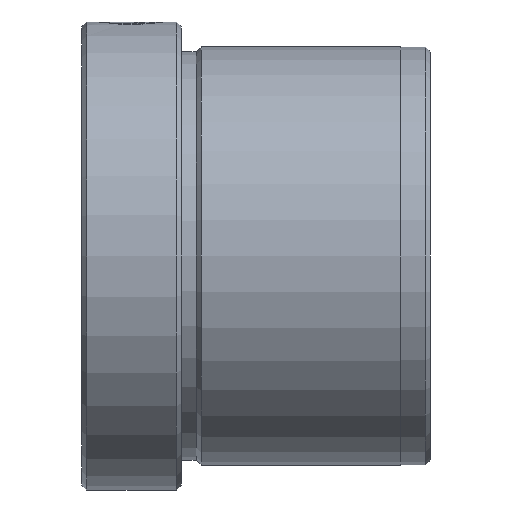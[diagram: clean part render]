
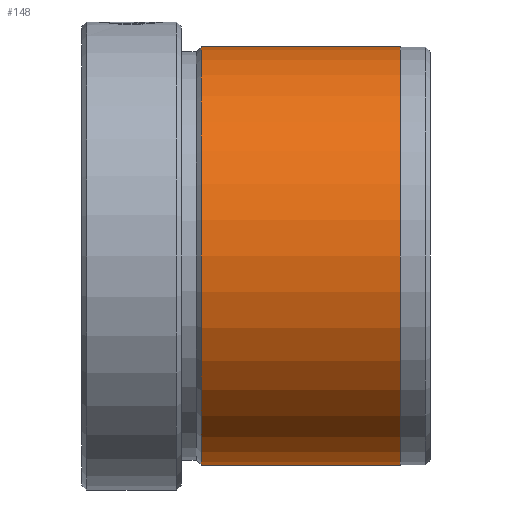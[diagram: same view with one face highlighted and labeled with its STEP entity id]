
A CAD part, left-side view. The second image highlights one B-rep face of the part: STEP entity #148.
In plain terms, the highlighted cylindrical face has radius 21 mm (diameter 42 mm), a partial arc.
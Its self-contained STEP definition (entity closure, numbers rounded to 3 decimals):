
#86 = CYLINDRICAL_SURFACE ( 'NONE', #116, 21. ) ;
#87 = ORIENTED_EDGE ( 'NONE', *, *, #943, .F. ) ;
#103 = LINE ( 'NONE', #138, #856 ) ;
#116 = AXIS2_PLACEMENT_3D ( 'NONE', #316, #1408, #817 ) ;
#126 = CARTESIAN_POINT ( 'NONE',  ( 0., -12., -21. ) ) ;
#138 = CARTESIAN_POINT ( 'NONE',  ( 0., 0., 21. ) ) ;
#148 = ADVANCED_FACE ( 'NONE', ( #893 ), #86, .T. ) ;
#185 = CARTESIAN_POINT ( 'NONE',  ( 0., -32., 0. ) ) ;
#224 = VERTEX_POINT ( 'NONE', #324 ) ;
#269 = CARTESIAN_POINT ( 'NONE',  ( 0., -12., 21. ) ) ;
#316 = CARTESIAN_POINT ( 'NONE',  ( 0., 0., 0. ) ) ;
#324 = CARTESIAN_POINT ( 'NONE',  ( 0., -32., -21. ) ) ;
#325 = DIRECTION ( 'NONE',  ( 0., 0., -1. ) ) ;
#366 = ORIENTED_EDGE ( 'NONE', *, *, #907, .T. ) ;
#406 = VERTEX_POINT ( 'NONE', #126 ) ;
#442 = VECTOR ( 'NONE', #697, 1000. ) ;
#484 = CIRCLE ( 'NONE', #650, 21. ) ;
#605 = CARTESIAN_POINT ( 'NONE',  ( 0., -12., 0. ) ) ;
#650 = AXIS2_PLACEMENT_3D ( 'NONE', #185, #1164, #325 ) ;
#697 = DIRECTION ( 'NONE',  ( 0., 1., 0. ) ) ;
#747 = DIRECTION ( 'NONE',  ( 0., 0., 1. ) ) ;
#752 = AXIS2_PLACEMENT_3D ( 'NONE', #605, #1564, #747 ) ;
#772 = CIRCLE ( 'NONE', #752, 21. ) ;
#805 = LINE ( 'NONE', #831, #442 ) ;
#817 = DIRECTION ( 'NONE',  ( 0., 0., 1. ) ) ;
#831 = CARTESIAN_POINT ( 'NONE',  ( 0., 0., -21. ) ) ;
#856 = VECTOR ( 'NONE', #1765, 1000. ) ;
#869 = VERTEX_POINT ( 'NONE', #269 ) ;
#893 = FACE_OUTER_BOUND ( 'NONE', #1511, .T. ) ;
#898 = EDGE_CURVE ( 'NONE', #224, #406, #805, .T. ) ;
#907 = EDGE_CURVE ( 'NONE', #1061, #869, #103, .T. ) ;
#943 = EDGE_CURVE ( 'NONE', #1061, #224, #484, .T. ) ;
#956 = EDGE_CURVE ( 'NONE', #406, #869, #772, .T. ) ;
#1061 = VERTEX_POINT ( 'NONE', #1705 ) ;
#1114 = ORIENTED_EDGE ( 'NONE', *, *, #956, .F. ) ;
#1164 = DIRECTION ( 'NONE',  ( 0., -1., 0. ) ) ;
#1408 = DIRECTION ( 'NONE',  ( 0., 1., 0. ) ) ;
#1511 = EDGE_LOOP ( 'NONE', ( #1613, #87, #366, #1114 ) ) ;
#1564 = DIRECTION ( 'NONE',  ( 0., 1., 0. ) ) ;
#1613 = ORIENTED_EDGE ( 'NONE', *, *, #898, .F. ) ;
#1705 = CARTESIAN_POINT ( 'NONE',  ( 0., -32., 21. ) ) ;
#1765 = DIRECTION ( 'NONE',  ( 0., 1., 0. ) ) ;
